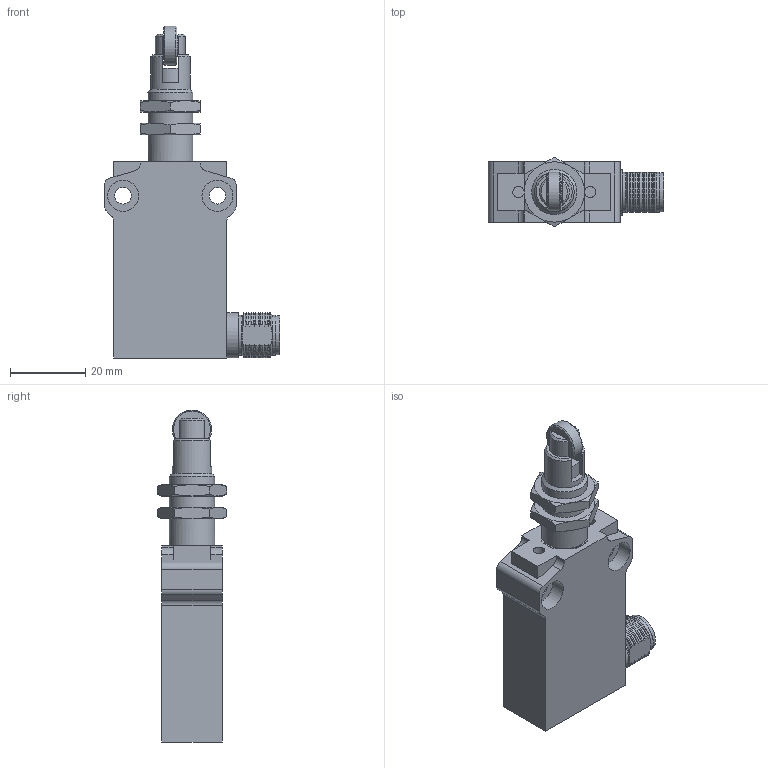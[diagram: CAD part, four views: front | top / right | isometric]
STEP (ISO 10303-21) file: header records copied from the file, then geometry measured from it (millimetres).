
FILE_DESCRIPTION(/* description */ (''),/* implementation_level */ '2;1');
FILE_NAME(/* name */ 'STP_EM2_G2501MR.stp',/* time_stamp */ '2020-05-06T16:59:23+02:00',/* author */ ('servizio.tecnico'),/* organization */ (''),/* preprocessor_version */ 'ST-DEVELOPER v17',/* originating_system */ 'Autodesk Inventor 2019',/* authorisation */ '');
FILE_SCHEMA (('AUTOMOTIVE_DESIGN { 1 0 10303 214 3 1 1 }'));
Length unit declared in the file: millimetre
Products named in the file (5): em2g2501MR; EM2MDX; SCATOLA EM2; CONNETTORE EM2; G23
Assembly tree (4 placements, depth 3):
  em2g2501MR
    EM2MDX
      SCATOLA EM2
      CONNETTORE EM2
    G23
Bounding box: 46.5 x 18.48 x 88 mm (x, y, z)
Volume: 27418.4 mm3; surface area: 11863.9 mm2
Topology: 6 solids, 7 shells, 199 faces, 500 edges, 324 vertices
Faces by surface type: plane 83, cone 63, cylinder 53
Full cylindrical faces by diameter (mm): 3 x2, 4.4 x2, 5.6 x2, 7.95 x1, 8.05 x1, 8.2 x4, 10.3 x1, 10.4 x1, 10.5 x1, 10.6 x2, 12 x4
Entity records: 6065 total; most frequent: CARTESIAN_POINT 1272, ORIENTED_EDGE 996, DIRECTION 982, EDGE_CURVE 500, AXIS2_PLACEMENT_3D 394, VERTEX_POINT 324, EDGE_LOOP 218, FACE_OUTER_BOUND 199
